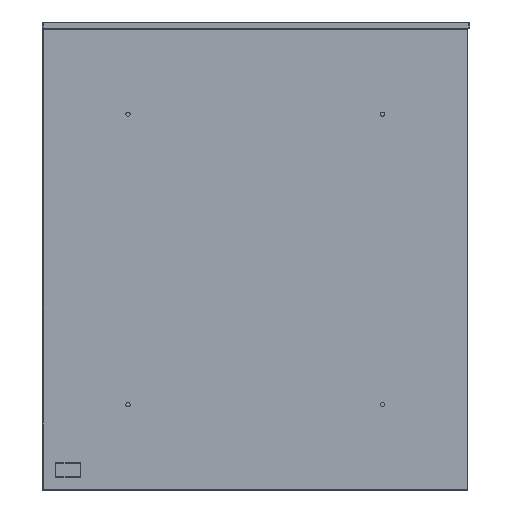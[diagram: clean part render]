
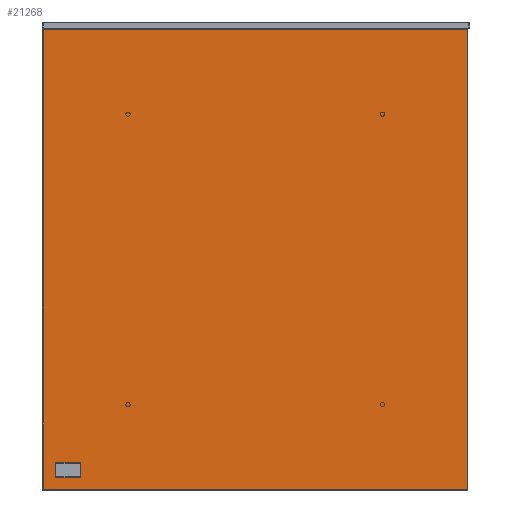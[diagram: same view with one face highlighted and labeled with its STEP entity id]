
A CAD part, left-side view. The second image highlights one B-rep face of the part: STEP entity #21268.
In plain terms, the highlighted planar face has unit normal (-1, 0, 0).
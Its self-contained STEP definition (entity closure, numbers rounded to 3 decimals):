
#20907=CARTESIAN_POINT('',(-3623.565,5493.44,-59.131));
#20908=VERTEX_POINT('',#20907);
#20909=CARTESIAN_POINT('',(-3623.565,5493.44,-596.869));
#20910=VERTEX_POINT('',#20909);
#20911=CARTESIAN_POINT('',(-3623.565,5493.44,-59.131));
#20912=DIRECTION('',(0.0,0.0,-1.0));
#20913=VECTOR('',#20912,537.737);
#20914=LINE('',#20911,#20913);
#20915=EDGE_CURVE('',#20908,#20910,#20914,.T.);
#20947=CARTESIAN_POINT('',(-3623.565,5493.771,-597.2));
#20948=VERTEX_POINT('',#20947);
#20949=CARTESIAN_POINT('',(-3623.565,5493.44,-596.869));
#20950=DIRECTION('',(0.0,0.707,-0.707));
#20951=VECTOR('',#20950,0.469);
#20952=LINE('',#20949,#20951);
#20953=EDGE_CURVE('',#20910,#20948,#20952,.T.);
#20978=CARTESIAN_POINT('',(-3623.565,5989.508,-597.2));
#20979=VERTEX_POINT('',#20978);
#20980=CARTESIAN_POINT('',(-3623.565,5493.771,-597.2));
#20981=DIRECTION('',(0.0,1.0,0.0));
#20982=VECTOR('',#20981,495.737);
#20983=LINE('',#20980,#20982);
#20984=EDGE_CURVE('',#20948,#20979,#20983,.T.);
#21018=CARTESIAN_POINT('',(-3623.565,5989.84,-596.869));
#21019=VERTEX_POINT('',#21018);
#21020=CARTESIAN_POINT('',(-3623.565,5989.508,-597.2));
#21021=DIRECTION('',(0.0,0.707,0.707));
#21022=VECTOR('',#21021,0.469);
#21023=LINE('',#21020,#21022);
#21024=EDGE_CURVE('',#20979,#21019,#21023,.T.);
#21049=CARTESIAN_POINT('',(-3623.565,5989.84,-59.131));
#21050=VERTEX_POINT('',#21049);
#21051=CARTESIAN_POINT('',(-3623.565,5989.84,-596.869));
#21052=DIRECTION('',(0.0,0.0,1.0));
#21053=VECTOR('',#21052,537.737);
#21054=LINE('',#21051,#21053);
#21055=EDGE_CURVE('',#21019,#21050,#21054,.T.);
#21080=CARTESIAN_POINT('',(-3623.565,5989.508,-58.8));
#21081=VERTEX_POINT('',#21080);
#21082=CARTESIAN_POINT('',(-3623.565,5989.84,-59.131));
#21083=DIRECTION('',(0.0,-0.707,0.707));
#21084=VECTOR('',#21083,0.469);
#21085=LINE('',#21082,#21084);
#21086=EDGE_CURVE('',#21050,#21081,#21085,.T.);
#21111=CARTESIAN_POINT('',(-3623.565,5493.771,-58.8));
#21112=VERTEX_POINT('',#21111);
#21113=CARTESIAN_POINT('',(-3623.565,5989.508,-58.8));
#21114=DIRECTION('',(0.0,-1.0,0.0));
#21115=VECTOR('',#21114,495.737);
#21116=LINE('',#21113,#21115);
#21117=EDGE_CURVE('',#21081,#21112,#21116,.T.);
#21140=CARTESIAN_POINT('',(-3623.565,5493.771,-58.8));
#21141=DIRECTION('',(0.0,-0.707,-0.707));
#21142=VECTOR('',#21141,0.469);
#21143=LINE('',#21140,#21142);
#21144=EDGE_CURVE('',#21112,#20908,#21143,.T.);
#21253=CARTESIAN_POINT('',(-3623.565,5741.64,-597.201));
#21254=DIRECTION('',(-1.0,0.0,0.0));
#21255=DIRECTION('',(0.0,0.0,1.0));
#21256=AXIS2_PLACEMENT_3D('',#21253,#21254,#21255);
#21257=PLANE('',#21256);
#21258=ORIENTED_EDGE('',*,*,#20915,.F.);
#21259=ORIENTED_EDGE('',*,*,#21144,.F.);
#21260=ORIENTED_EDGE('',*,*,#21117,.F.);
#21261=ORIENTED_EDGE('',*,*,#21086,.F.);
#21262=ORIENTED_EDGE('',*,*,#21055,.F.);
#21263=ORIENTED_EDGE('',*,*,#21024,.F.);
#21264=ORIENTED_EDGE('',*,*,#20984,.F.);
#21265=ORIENTED_EDGE('',*,*,#20953,.F.);
#21266=EDGE_LOOP('',(#21258,#21259,#21260,#21261,#21262,#21263,#21264,#21265));
#21267=FACE_OUTER_BOUND('',#21266,.T.);
#21268=ADVANCED_FACE('',(#21267),#21257,.T.);
